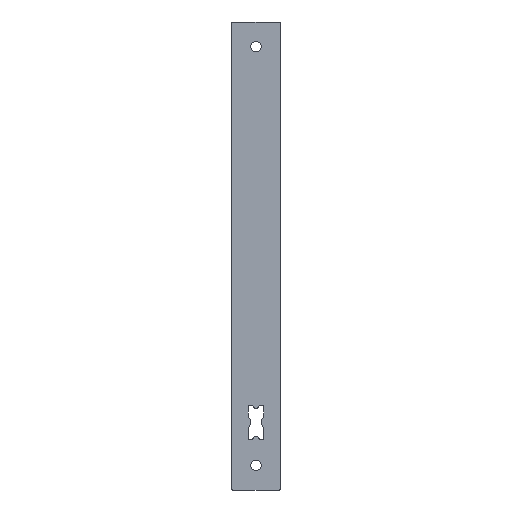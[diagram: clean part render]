
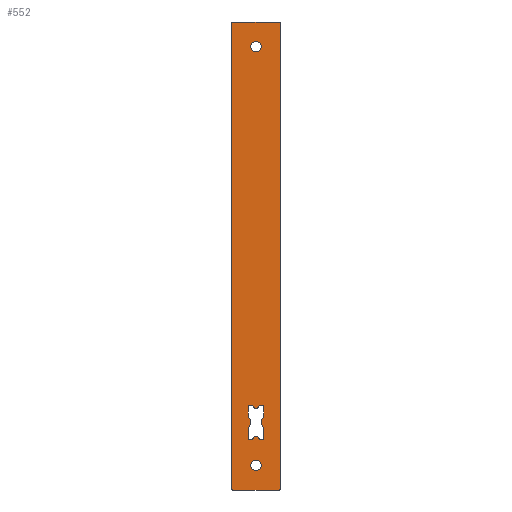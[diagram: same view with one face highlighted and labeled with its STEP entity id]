
A CAD part, front view. The second image highlights one B-rep face of the part: STEP entity #552.
In plain terms, the highlighted planar face has unit normal (0, -1, 0).
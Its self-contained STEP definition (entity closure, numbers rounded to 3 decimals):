
#18=FACE_BOUND('',#94,.T.);
#19=FACE_BOUND('',#95,.T.);
#20=FACE_BOUND('',#96,.T.);
#34=PLANE('',#622);
#62=FACE_OUTER_BOUND('',#93,.T.);
#93=EDGE_LOOP('',(#485,#486,#487,#488,#489,#490,#491,#492));
#94=EDGE_LOOP('',(#493));
#95=EDGE_LOOP('',(#494,#495,#496,#497,#498,#499,#500,#501,#502,#503,#504,
#505,#506,#507,#508,#509));
#96=EDGE_LOOP('',(#510));
#100=LINE('',#805,#150);
#104=LINE('',#817,#154);
#108=LINE('',#829,#158);
#112=LINE('',#841,#162);
#116=LINE('',#853,#166);
#120=LINE('',#865,#170);
#124=LINE('',#877,#174);
#128=LINE('',#888,#178);
#131=LINE('',#899,#181);
#136=LINE('',#913,#186);
#140=LINE('',#925,#190);
#144=LINE('',#937,#194);
#150=VECTOR('',#642,10.);
#154=VECTOR('',#654,10.);
#158=VECTOR('',#666,10.);
#162=VECTOR('',#678,10.);
#166=VECTOR('',#690,10.);
#170=VECTOR('',#702,10.);
#174=VECTOR('',#714,10.);
#178=VECTOR('',#726,10.);
#181=VECTOR('',#737,10.);
#186=VECTOR('',#750,10.);
#190=VECTOR('',#762,10.);
#194=VECTOR('',#774,10.);
#198=CIRCLE('',#569,4.25);
#199=CIRCLE('',#571,1.);
#201=CIRCLE('',#575,2.5);
#203=CIRCLE('',#579,1.);
#205=CIRCLE('',#583,5.);
#207=CIRCLE('',#587,1.);
#209=CIRCLE('',#591,2.5);
#211=CIRCLE('',#595,1.);
#213=CIRCLE('',#599,5.);
#216=CIRCLE('',#604,4.25);
#217=CIRCLE('',#607,1.);
#219=CIRCLE('',#611,1.);
#221=CIRCLE('',#615,1.);
#223=CIRCLE('',#619,1.);
#226=VERTEX_POINT('',#791);
#227=VERTEX_POINT('',#795);
#228=VERTEX_POINT('',#796);
#231=VERTEX_POINT('',#804);
#233=VERTEX_POINT('',#810);
#235=VERTEX_POINT('',#816);
#237=VERTEX_POINT('',#822);
#239=VERTEX_POINT('',#828);
#241=VERTEX_POINT('',#834);
#243=VERTEX_POINT('',#840);
#245=VERTEX_POINT('',#846);
#247=VERTEX_POINT('',#852);
#249=VERTEX_POINT('',#858);
#251=VERTEX_POINT('',#864);
#253=VERTEX_POINT('',#870);
#255=VERTEX_POINT('',#876);
#257=VERTEX_POINT('',#882);
#260=VERTEX_POINT('',#893);
#261=VERTEX_POINT('',#897);
#262=VERTEX_POINT('',#898);
#265=VERTEX_POINT('',#906);
#267=VERTEX_POINT('',#912);
#269=VERTEX_POINT('',#918);
#271=VERTEX_POINT('',#924);
#273=VERTEX_POINT('',#930);
#275=VERTEX_POINT('',#936);
#279=EDGE_CURVE('',#226,#226,#198,.T.);
#280=EDGE_CURVE('',#227,#228,#199,.T.);
#284=EDGE_CURVE('',#231,#227,#100,.T.);
#287=EDGE_CURVE('',#233,#231,#201,.T.);
#290=EDGE_CURVE('',#235,#233,#104,.T.);
#293=EDGE_CURVE('',#237,#235,#203,.T.);
#296=EDGE_CURVE('',#239,#237,#108,.T.);
#299=EDGE_CURVE('',#241,#239,#205,.T.);
#302=EDGE_CURVE('',#243,#241,#112,.T.);
#305=EDGE_CURVE('',#245,#243,#207,.T.);
#308=EDGE_CURVE('',#247,#245,#116,.T.);
#311=EDGE_CURVE('',#249,#247,#209,.T.);
#314=EDGE_CURVE('',#251,#249,#120,.T.);
#317=EDGE_CURVE('',#253,#251,#211,.T.);
#320=EDGE_CURVE('',#255,#253,#124,.T.);
#323=EDGE_CURVE('',#257,#255,#213,.T.);
#326=EDGE_CURVE('',#228,#257,#128,.T.);
#330=EDGE_CURVE('',#260,#260,#216,.T.);
#331=EDGE_CURVE('',#261,#262,#131,.T.);
#335=EDGE_CURVE('',#265,#262,#217,.T.);
#338=EDGE_CURVE('',#265,#267,#136,.T.);
#341=EDGE_CURVE('',#269,#267,#219,.T.);
#344=EDGE_CURVE('',#269,#271,#140,.T.);
#347=EDGE_CURVE('',#273,#271,#221,.T.);
#350=EDGE_CURVE('',#273,#275,#144,.T.);
#353=EDGE_CURVE('',#261,#275,#223,.T.);
#485=ORIENTED_EDGE('',*,*,#353,.F.);
#486=ORIENTED_EDGE('',*,*,#331,.T.);
#487=ORIENTED_EDGE('',*,*,#335,.F.);
#488=ORIENTED_EDGE('',*,*,#338,.T.);
#489=ORIENTED_EDGE('',*,*,#341,.F.);
#490=ORIENTED_EDGE('',*,*,#344,.T.);
#491=ORIENTED_EDGE('',*,*,#347,.F.);
#492=ORIENTED_EDGE('',*,*,#350,.T.);
#493=ORIENTED_EDGE('',*,*,#330,.F.);
#494=ORIENTED_EDGE('',*,*,#326,.F.);
#495=ORIENTED_EDGE('',*,*,#280,.F.);
#496=ORIENTED_EDGE('',*,*,#284,.F.);
#497=ORIENTED_EDGE('',*,*,#287,.F.);
#498=ORIENTED_EDGE('',*,*,#290,.F.);
#499=ORIENTED_EDGE('',*,*,#293,.F.);
#500=ORIENTED_EDGE('',*,*,#296,.F.);
#501=ORIENTED_EDGE('',*,*,#299,.F.);
#502=ORIENTED_EDGE('',*,*,#302,.F.);
#503=ORIENTED_EDGE('',*,*,#305,.F.);
#504=ORIENTED_EDGE('',*,*,#308,.F.);
#505=ORIENTED_EDGE('',*,*,#311,.F.);
#506=ORIENTED_EDGE('',*,*,#314,.F.);
#507=ORIENTED_EDGE('',*,*,#317,.F.);
#508=ORIENTED_EDGE('',*,*,#320,.F.);
#509=ORIENTED_EDGE('',*,*,#323,.F.);
#510=ORIENTED_EDGE('',*,*,#279,.F.);
#552=ADVANCED_FACE('',(#62,#18,#19,#20),#34,.F.);
#569=AXIS2_PLACEMENT_3D('',#793,#630,#631);
#571=AXIS2_PLACEMENT_3D('',#797,#634,#635);
#575=AXIS2_PLACEMENT_3D('',#811,#647,#648);
#579=AXIS2_PLACEMENT_3D('',#823,#659,#660);
#583=AXIS2_PLACEMENT_3D('',#835,#671,#672);
#587=AXIS2_PLACEMENT_3D('',#847,#683,#684);
#591=AXIS2_PLACEMENT_3D('',#859,#695,#696);
#595=AXIS2_PLACEMENT_3D('',#871,#707,#708);
#599=AXIS2_PLACEMENT_3D('',#883,#719,#720);
#604=AXIS2_PLACEMENT_3D('',#895,#733,#734);
#607=AXIS2_PLACEMENT_3D('',#907,#743,#744);
#611=AXIS2_PLACEMENT_3D('',#919,#755,#756);
#615=AXIS2_PLACEMENT_3D('',#931,#767,#768);
#619=AXIS2_PLACEMENT_3D('',#942,#779,#780);
#622=AXIS2_PLACEMENT_3D('',#945,#785,#786);
#630=DIRECTION('center_axis',(0.,-1.,0.));
#631=DIRECTION('ref_axis',(1.,0.,0.));
#634=DIRECTION('center_axis',(0.,-1.,0.));
#635=DIRECTION('ref_axis',(1.,0.,0.));
#642=DIRECTION('',(1.,0.,0.));
#647=DIRECTION('center_axis',(0.,1.,0.));
#648=DIRECTION('ref_axis',(-1.,0.,0.));
#654=DIRECTION('',(1.,0.,0.));
#659=DIRECTION('center_axis',(0.,-1.,0.));
#660=DIRECTION('ref_axis',(0.,0.,-1.));
#666=DIRECTION('',(0.,0.,-1.));
#671=DIRECTION('center_axis',(0.,1.,0.));
#672=DIRECTION('ref_axis',(0.6,0.,0.8));
#678=DIRECTION('',(0.,0.,-1.));
#683=DIRECTION('center_axis',(0.,-1.,0.));
#684=DIRECTION('ref_axis',(-1.,0.,0.));
#690=DIRECTION('',(-1.,0.,0.));
#695=DIRECTION('center_axis',(0.,1.,0.));
#696=DIRECTION('ref_axis',(1.,0.,0.));
#702=DIRECTION('',(-1.,0.,0.));
#707=DIRECTION('center_axis',(0.,-1.,0.));
#708=DIRECTION('ref_axis',(0.,0.,1.));
#714=DIRECTION('',(0.,0.,1.));
#719=DIRECTION('center_axis',(0.,1.,0.));
#720=DIRECTION('ref_axis',(-0.6,0.,-0.8));
#726=DIRECTION('',(0.,0.,1.));
#733=DIRECTION('center_axis',(0.,-1.,0.));
#734=DIRECTION('ref_axis',(1.,0.,0.));
#737=DIRECTION('',(0.,0.,1.));
#743=DIRECTION('center_axis',(0.,1.,0.));
#744=DIRECTION('ref_axis',(0.,0.,1.));
#750=DIRECTION('',(-1.,0.,0.));
#755=DIRECTION('center_axis',(0.,1.,0.));
#756=DIRECTION('ref_axis',(-1.,0.,0.));
#762=DIRECTION('',(0.,0.,-1.));
#767=DIRECTION('center_axis',(0.,1.,0.));
#768=DIRECTION('ref_axis',(0.,0.,-1.));
#774=DIRECTION('',(1.,0.,0.));
#779=DIRECTION('center_axis',(0.,1.,0.));
#780=DIRECTION('ref_axis',(1.,0.,0.));
#785=DIRECTION('center_axis',(0.,1.,0.));
#786=DIRECTION('ref_axis',(1.,0.,0.));
#791=CARTESIAN_POINT('',(-84.,0.,20.));
#793=CARTESIAN_POINT('Origin',(-79.75,0.,20.));
#795=CARTESIAN_POINT('',(-74.5,0.,41.25));
#796=CARTESIAN_POINT('',(-73.5,0.,42.25));
#797=CARTESIAN_POINT('Origin',(-74.5,0.,42.25));
#804=CARTESIAN_POINT('',(-77.25,0.,41.25));
#805=CARTESIAN_POINT('',(-77.25,0.,41.25));
#810=CARTESIAN_POINT('',(-82.25,0.,41.25));
#811=CARTESIAN_POINT('Origin',(-79.75,0.,41.25));
#816=CARTESIAN_POINT('',(-85.,0.,41.25));
#817=CARTESIAN_POINT('',(-85.,0.,41.25));
#822=CARTESIAN_POINT('',(-86.,0.,42.25));
#823=CARTESIAN_POINT('Origin',(-85.,0.,42.25));
#828=CARTESIAN_POINT('',(-86.,0.,51.));
#829=CARTESIAN_POINT('',(-86.,0.,51.));
#834=CARTESIAN_POINT('',(-86.,0.,59.));
#835=CARTESIAN_POINT('Origin',(-88.999,0.,55.));
#840=CARTESIAN_POINT('',(-86.,0.,67.75));
#841=CARTESIAN_POINT('',(-86.,0.,67.75));
#846=CARTESIAN_POINT('',(-85.,0.,68.75));
#847=CARTESIAN_POINT('Origin',(-85.,0.,67.75));
#852=CARTESIAN_POINT('',(-82.25,0.,68.75));
#853=CARTESIAN_POINT('',(-82.25,0.,68.75));
#858=CARTESIAN_POINT('',(-77.25,0.,68.75));
#859=CARTESIAN_POINT('Origin',(-79.75,0.,68.75));
#864=CARTESIAN_POINT('',(-74.5,0.,68.75));
#865=CARTESIAN_POINT('',(-74.5,0.,68.75));
#870=CARTESIAN_POINT('',(-73.5,0.,67.75));
#871=CARTESIAN_POINT('Origin',(-74.5,0.,67.75));
#876=CARTESIAN_POINT('',(-73.5,0.,59.));
#877=CARTESIAN_POINT('',(-73.5,0.,59.));
#882=CARTESIAN_POINT('',(-73.5,0.,51.));
#883=CARTESIAN_POINT('Origin',(-70.5,0.,55.));
#888=CARTESIAN_POINT('',(-73.5,0.,42.25));
#893=CARTESIAN_POINT('',(-84.,0.,360.));
#895=CARTESIAN_POINT('Origin',(-79.75,0.,360.));
#897=CARTESIAN_POINT('',(-59.75,0.,1.));
#898=CARTESIAN_POINT('',(-59.75,0.,379.));
#899=CARTESIAN_POINT('',(-59.75,0.,1.));
#906=CARTESIAN_POINT('',(-60.75,0.,380.));
#907=CARTESIAN_POINT('Origin',(-60.75,0.,379.));
#912=CARTESIAN_POINT('',(-98.75,0.,380.));
#913=CARTESIAN_POINT('',(-60.75,0.,380.));
#918=CARTESIAN_POINT('',(-99.75,0.,379.));
#919=CARTESIAN_POINT('Origin',(-98.75,0.,379.));
#924=CARTESIAN_POINT('',(-99.75,0.,1.));
#925=CARTESIAN_POINT('',(-99.75,0.,379.));
#930=CARTESIAN_POINT('',(-98.75,0.,0.));
#931=CARTESIAN_POINT('Origin',(-98.75,0.,1.));
#936=CARTESIAN_POINT('',(-60.75,0.,0.));
#937=CARTESIAN_POINT('',(-98.75,0.,0.));
#942=CARTESIAN_POINT('Origin',(-60.75,0.,1.));
#945=CARTESIAN_POINT('Origin',(-79.75,0.,190.));
